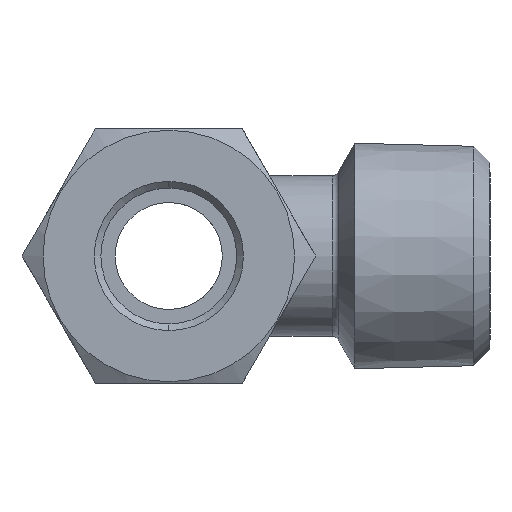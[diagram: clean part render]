
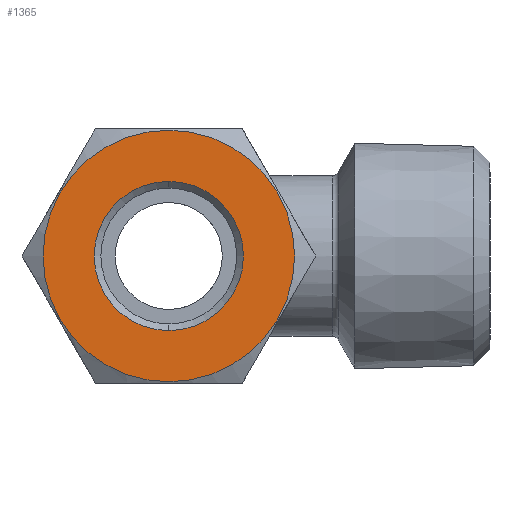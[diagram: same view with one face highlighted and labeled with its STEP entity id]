
A CAD part, left-side view. The second image highlights one B-rep face of the part: STEP entity #1365.
In plain terms, the highlighted planar face has unit normal (-1, 0, 0).
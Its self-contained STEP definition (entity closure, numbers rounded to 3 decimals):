
#293 = CARTESIAN_POINT ( 'NONE',  ( -31.765, 0., 5.575 ) ) ;
#294 = CARTESIAN_POINT ( 'NONE',  ( -31.765, 0., -9.4 ) ) ;
#323 = CARTESIAN_POINT ( 'NONE',  ( -31.765, 0., -5.575 ) ) ;
#374 = CARTESIAN_POINT ( 'NONE',  ( -31.765, 0., 9.4 ) ) ;
#970 = EDGE_CURVE ( 'NONE', #2103, #2133, #1582, .T. ) ;
#1089 = EDGE_CURVE ( 'NONE', #2104, #2184, #1221, .T. ) ;
#1091 = EDGE_CURVE ( 'NONE', #2133, #2103, #1223, .T. ) ;
#1208 = AXIS2_PLACEMENT_3D ( 'NONE', #4162, #4163, #4164 ) ;
#1210 = AXIS2_PLACEMENT_3D ( 'NONE', #4147, #4148, #4149 ) ;
#1221 = CIRCLE ( 'NONE', #1210, 9.4 ) ;
#1223 = CIRCLE ( 'NONE', #1208, 5.575 ) ;
#1348 = EDGE_CURVE ( 'NONE', #2184, #2104, #2454, .T. ) ;
#1365 = ADVANCED_FACE ( 'NONE', ( #5369, #5370 ), #4461, .F. ) ;
#1579 = AXIS2_PLACEMENT_3D ( 'NONE', #3863, #3864, #3865 ) ;
#1582 = CIRCLE ( 'NONE', #1579, 5.575 ) ;
#1997 = EDGE_LOOP ( 'NONE', ( #2774, #2773 ) ) ;
#1998 = EDGE_LOOP ( 'NONE', ( #2771, #2772 ) ) ;
#2103 = VERTEX_POINT ( 'NONE', #293 ) ;
#2104 = VERTEX_POINT ( 'NONE', #294 ) ;
#2133 = VERTEX_POINT ( 'NONE', #323 ) ;
#2184 = VERTEX_POINT ( 'NONE', #374 ) ;
#2454 = CIRCLE ( 'NONE', #2458, 9.4 ) ;
#2458 = AXIS2_PLACEMENT_3D ( 'NONE', #4350, #4351, #4352 ) ;
#2477 = AXIS2_PLACEMENT_3D ( 'NONE', #4462, #4463, #4464 ) ;
#2771 = ORIENTED_EDGE ( 'NONE', *, *, #970, .T. ) ;
#2772 = ORIENTED_EDGE ( 'NONE', *, *, #1091, .T. ) ;
#2773 = ORIENTED_EDGE ( 'NONE', *, *, #1348, .T. ) ;
#2774 = ORIENTED_EDGE ( 'NONE', *, *, #1089, .T. ) ;
#3863 = CARTESIAN_POINT ( 'NONE',  ( -31.765, 0., 0. ) ) ;
#3864 = DIRECTION ( 'NONE',  ( 1., 0., 0. ) ) ;
#3865 = DIRECTION ( 'NONE',  ( 0., 0., -1. ) ) ;
#4147 = CARTESIAN_POINT ( 'NONE',  ( -31.765, 0., 0. ) ) ;
#4148 = DIRECTION ( 'NONE',  ( -1., 0., 0. ) ) ;
#4149 = DIRECTION ( 'NONE',  ( 0., 0., 1. ) ) ;
#4162 = CARTESIAN_POINT ( 'NONE',  ( -31.765, 0., 0. ) ) ;
#4163 = DIRECTION ( 'NONE',  ( 1., 0., 0. ) ) ;
#4164 = DIRECTION ( 'NONE',  ( 0., 0., -1. ) ) ;
#4350 = CARTESIAN_POINT ( 'NONE',  ( -31.765, 0., 0. ) ) ;
#4351 = DIRECTION ( 'NONE',  ( -1., 0., 0. ) ) ;
#4352 = DIRECTION ( 'NONE',  ( 0., 0., 1. ) ) ;
#4461 = PLANE ( 'NONE',  #2477 ) ;
#4462 = CARTESIAN_POINT ( 'NONE',  ( -31.765, 9.4, 0. ) ) ;
#4463 = DIRECTION ( 'NONE',  ( 1., 0., 0. ) ) ;
#4464 = DIRECTION ( 'NONE',  ( 0., 0., -1. ) ) ;
#5369 = FACE_BOUND ( 'NONE', #1998, .T. ) ;
#5370 = FACE_OUTER_BOUND ( 'NONE', #1997, .T. ) ;
